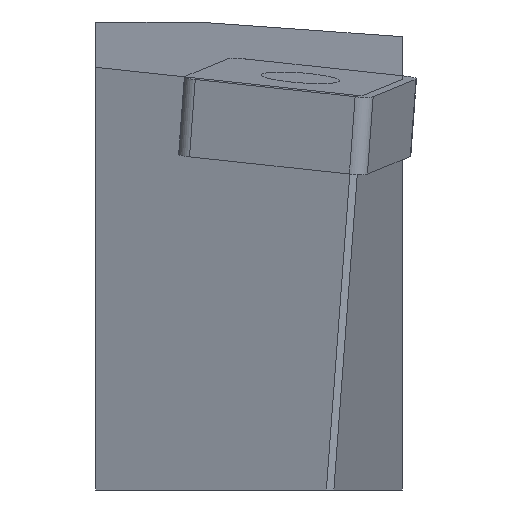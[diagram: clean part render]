
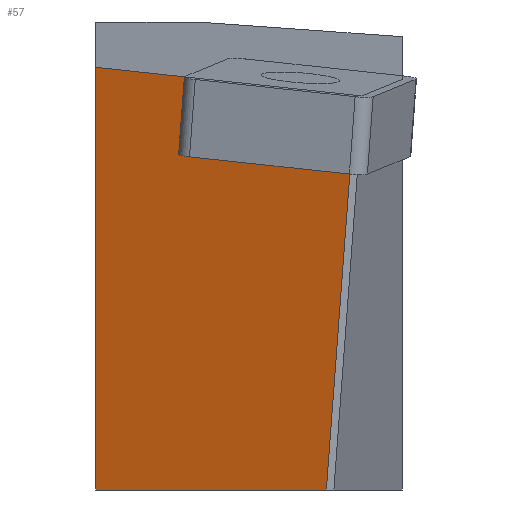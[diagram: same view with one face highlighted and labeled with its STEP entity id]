
A CAD part, left-side view. The second image highlights one B-rep face of the part: STEP entity #57.
In plain terms, the highlighted planar face has unit normal (-0.96, 0.26, -0.105).
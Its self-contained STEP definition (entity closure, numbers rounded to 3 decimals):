
#57=ADVANCED_FACE('',(#97),#80,.T.);
#80=PLANE('',#451);
#97=FACE_OUTER_BOUND('',#117,.T.);
#117=EDGE_LOOP('',(#162,#163,#164,#165));
#162=ORIENTED_EDGE('',*,*,#312,.T.);
#163=ORIENTED_EDGE('',*,*,#313,.T.);
#164=ORIENTED_EDGE('',*,*,#314,.F.);
#165=ORIENTED_EDGE('',*,*,#311,.T.);
#267=VERTEX_POINT('',#603);
#273=VERTEX_POINT('',#615);
#274=VERTEX_POINT('',#619);
#275=VERTEX_POINT('',#621);
#311=EDGE_CURVE('',#267,#273,#366,.T.);
#312=EDGE_CURVE('',#273,#274,#367,.T.);
#313=EDGE_CURVE('',#274,#275,#368,.T.);
#314=EDGE_CURVE('',#267,#275,#369,.T.);
#366=LINE('',#616,#410);
#367=LINE('',#618,#411);
#368=LINE('',#620,#412);
#369=LINE('',#622,#413);
#410=VECTOR('',#494,1.);
#411=VECTOR('',#497,1.);
#412=VECTOR('',#498,1.);
#413=VECTOR('',#499,1.);
#451=AXIS2_PLACEMENT_3D('',#623,#500,#501);
#494=DIRECTION('',(0.109,0.,-0.994));
#497=DIRECTION('',(-0.261,-0.965,0.));
#498=DIRECTION('',(-0.128,-0.073,0.989));
#499=DIRECTION('',(-0.249,-0.963,-0.104));
#500=DIRECTION('',(-0.96,0.26,-0.105));
#501=DIRECTION('',(-0.261,-0.965,0.));
#603=CARTESIAN_POINT('',(6.673,22.235,2.512));
#615=CARTESIAN_POINT('',(10.422,22.235,-31.812));
#616=CARTESIAN_POINT('',(6.858,22.235,0.818));
#618=CARTESIAN_POINT('',(12.538,30.061,-31.812));
#619=CARTESIAN_POINT('',(5.355,3.493,-31.812));
#620=CARTESIAN_POINT('',(1.211,1.116,0.239));
#621=CARTESIAN_POINT('',(1.211,1.116,0.239));
#622=CARTESIAN_POINT('',(1.087,0.635,0.188));
#623=CARTESIAN_POINT('',(1.087,0.635,0.188));
